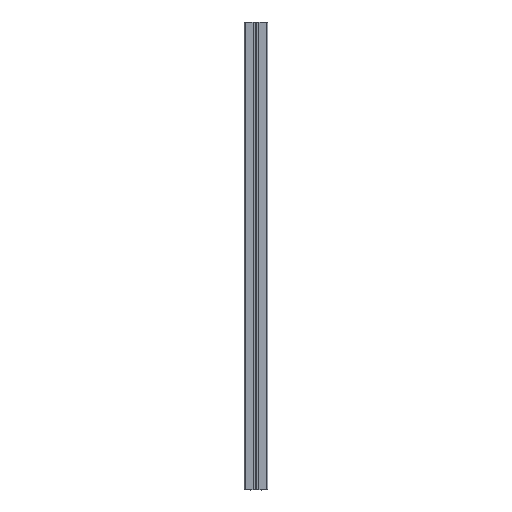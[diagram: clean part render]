
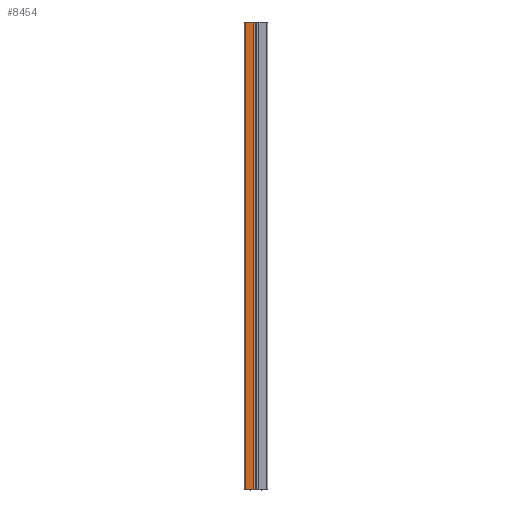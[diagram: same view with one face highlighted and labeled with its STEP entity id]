
A CAD part, left-side view. The second image highlights one B-rep face of the part: STEP entity #8454.
In plain terms, the highlighted planar face has unit normal (-1, 0, 0).
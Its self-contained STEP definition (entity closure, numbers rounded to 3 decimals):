
#385 = EDGE_CURVE ( 'NONE', #745, #4769, #13803, .T. ) ;
#630 = CARTESIAN_POINT ( 'NONE',  ( -25., 6.325, 0. ) ) ;
#745 = VERTEX_POINT ( 'NONE', #10892 ) ;
#1558 = DIRECTION ( 'NONE',  ( 0., 1., 0. ) ) ;
#2256 = CARTESIAN_POINT ( 'NONE',  ( -25., 25., -1000. ) ) ;
#3357 = VERTEX_POINT ( 'NONE', #630 ) ;
#4409 = VERTEX_POINT ( 'NONE', #19733 ) ;
#4769 = VERTEX_POINT ( 'NONE', #21709 ) ;
#6131 = DIRECTION ( 'NONE',  ( 0., 0., -1. ) ) ;
#6232 = DIRECTION ( 'NONE',  ( -1., 0., 0. ) ) ;
#6378 = ORIENTED_EDGE ( 'NONE', *, *, #385, .F. ) ;
#7216 = DIRECTION ( 'NONE',  ( 0., 0., -1. ) ) ;
#7483 = EDGE_LOOP ( 'NONE', ( #12330, #21791, #6378, #12392 ) ) ;
#8454 = ADVANCED_FACE ( 'NONE', ( #12264 ), #17797, .T. ) ;
#8743 = VECTOR ( 'NONE', #1558, 1000. ) ;
#9509 = VECTOR ( 'NONE', #7216, 1000. ) ;
#10052 = AXIS2_PLACEMENT_3D ( 'NONE', #23304, #6232, #21424 ) ;
#10873 = CARTESIAN_POINT ( 'NONE',  ( -25., 23., -1000. ) ) ;
#10892 = CARTESIAN_POINT ( 'NONE',  ( -25., 6.325, -1000. ) ) ;
#11333 = CARTESIAN_POINT ( 'NONE',  ( -25., 25., 0. ) ) ;
#12163 = CARTESIAN_POINT ( 'NONE',  ( -25., 6.325, -1000. ) ) ;
#12264 = FACE_OUTER_BOUND ( 'NONE', #7483, .T. ) ;
#12330 = ORIENTED_EDGE ( 'NONE', *, *, #13605, .T. ) ;
#12392 = ORIENTED_EDGE ( 'NONE', *, *, #17308, .F. ) ;
#12770 = LINE ( 'NONE', #10873, #9509 ) ;
#13272 = EDGE_CURVE ( 'NONE', #4409, #4769, #12770, .T. ) ;
#13605 = EDGE_CURVE ( 'NONE', #3357, #4409, #23760, .T. ) ;
#13803 = LINE ( 'NONE', #2256, #24498 ) ;
#15799 = DIRECTION ( 'NONE',  ( 0., 1., 0. ) ) ;
#17308 = EDGE_CURVE ( 'NONE', #3357, #745, #17699, .T. ) ;
#17699 = LINE ( 'NONE', #12163, #24610 ) ;
#17797 = PLANE ( 'NONE',  #10052 ) ;
#19733 = CARTESIAN_POINT ( 'NONE',  ( -25., 23., 0. ) ) ;
#21424 = DIRECTION ( 'NONE',  ( 0., 0., 1. ) ) ;
#21709 = CARTESIAN_POINT ( 'NONE',  ( -25., 23., -1000. ) ) ;
#21791 = ORIENTED_EDGE ( 'NONE', *, *, #13272, .T. ) ;
#23304 = CARTESIAN_POINT ( 'NONE',  ( -25., 25., -1000. ) ) ;
#23760 = LINE ( 'NONE', #11333, #8743 ) ;
#24498 = VECTOR ( 'NONE', #15799, 1000. ) ;
#24610 = VECTOR ( 'NONE', #6131, 1000. ) ;
